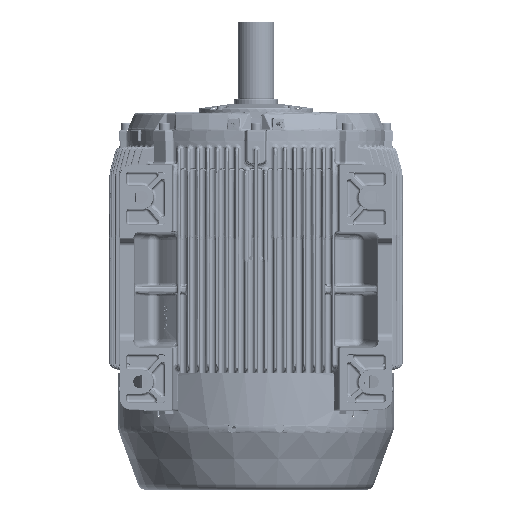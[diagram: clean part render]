
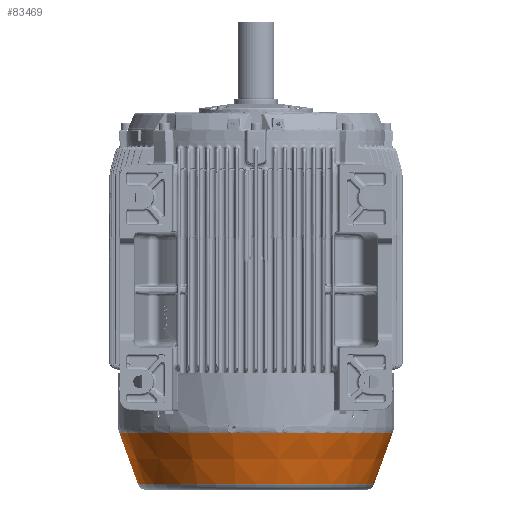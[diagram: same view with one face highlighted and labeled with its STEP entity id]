
A CAD part, front view. The second image highlights one B-rep face of the part: STEP entity #83469.
In plain terms, the highlighted conical face has half-angle 20 degrees and reference radius 259.882 mm.
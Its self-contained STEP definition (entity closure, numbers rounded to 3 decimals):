
#4365=CONICAL_SURFACE('',#218512,259.882,20.);
#83469=ADVANCED_FACE('',(#92689,#92690),#4365,.T.);
#92689=FACE_BOUND('',#98821,.T.);
#92690=FACE_BOUND('',#98822,.T.);
#98821=EDGE_LOOP('',(#124693));
#98822=EDGE_LOOP('',(#124694));
#124693=ORIENTED_EDGE('',*,*,#187497,.T.);
#124694=ORIENTED_EDGE('',*,*,#187495,.F.);
#163391=VERTEX_POINT('',#336989);
#163393=VERTEX_POINT('',#336994);
#187495=EDGE_CURVE('',#163391,#163391,#209248,.T.);
#187497=EDGE_CURVE('',#163393,#163393,#209250,.T.);
#209248=CIRCLE('',#218508,259.882);
#209250=CIRCLE('',#218511,300.485);
#218508=AXIS2_PLACEMENT_3D('',#336988,#241907,#241908);
#218511=AXIS2_PLACEMENT_3D('',#336993,#241913,#241914);
#218512=AXIS2_PLACEMENT_3D('',#336995,#241915,#241916);
#241907=DIRECTION('',(0.,0.,-1.));
#241908=DIRECTION('',(-1.,0.,0.));
#241913=DIRECTION('',(0.,0.,-1.));
#241914=DIRECTION('',(-1.,0.,0.));
#241915=DIRECTION('',(0.,0.,1.));
#241916=DIRECTION('',(1.,0.,0.));
#336988=CARTESIAN_POINT('',(0.,0.,-846.84));
#336989=CARTESIAN_POINT('',(-259.882,0.,-846.84));
#336993=CARTESIAN_POINT('',(0.,0.,-735.285));
#336994=CARTESIAN_POINT('',(-300.485,0.,-735.285));
#336995=CARTESIAN_POINT('',(0.,0.,-846.84));
